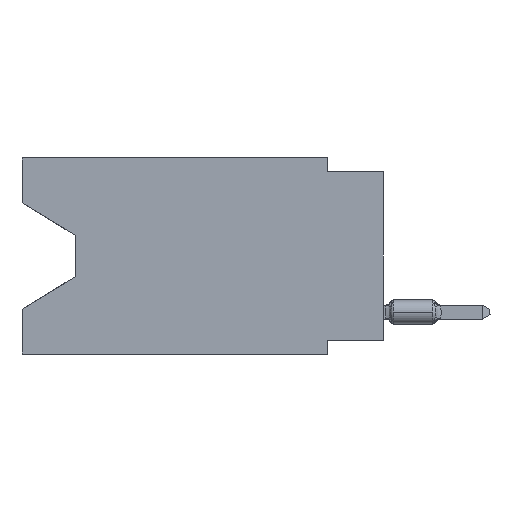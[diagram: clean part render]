
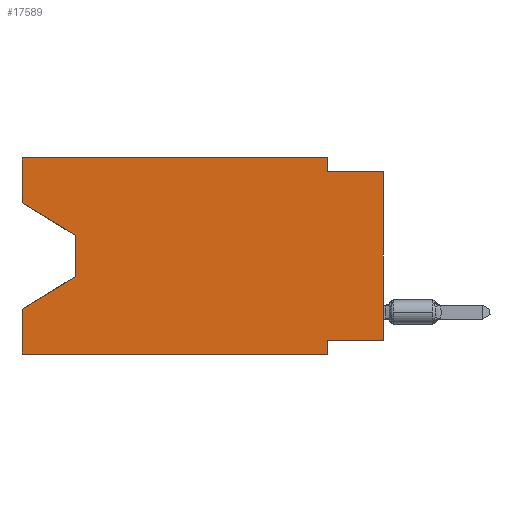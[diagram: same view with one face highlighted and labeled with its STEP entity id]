
A CAD part, left-side view. The second image highlights one B-rep face of the part: STEP entity #17589.
In plain terms, the highlighted planar face has unit normal (-1, 0, 0).
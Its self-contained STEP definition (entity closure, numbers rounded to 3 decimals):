
#235 = EDGE_CURVE ( 'NONE', #27006, #3719, #46109, .T. ) ;
#719 = CARTESIAN_POINT ( 'NONE',  ( 0., 16.383, -8.89 ) ) ;
#1258 = CARTESIAN_POINT ( 'NONE',  ( 0., 2.54, 0. ) ) ;
#1633 = CARTESIAN_POINT ( 'NONE',  ( 0., 0., -0.635 ) ) ;
#2116 = ORIENTED_EDGE ( 'NONE', *, *, #34374, .F. ) ;
#2411 = CARTESIAN_POINT ( 'NONE',  ( 0., 2.54, 0. ) ) ;
#2598 = CARTESIAN_POINT ( 'NONE',  ( 0., 16.383, 0. ) ) ;
#2728 = CARTESIAN_POINT ( 'NONE',  ( 0., 2.54, -8.89 ) ) ;
#2897 = EDGE_CURVE ( 'NONE', #58953, #12889, #11007, .T. ) ;
#3318 = ORIENTED_EDGE ( 'NONE', *, *, #2897, .F. ) ;
#3719 = VERTEX_POINT ( 'NONE', #2411 ) ;
#4569 = DIRECTION ( 'NONE',  ( 0., 0., 1. ) ) ;
#5007 = LINE ( 'NONE', #31152, #6687 ) ;
#6232 = ORIENTED_EDGE ( 'NONE', *, *, #19395, .T. ) ;
#6687 = VECTOR ( 'NONE', #52804, 1000. ) ;
#6809 = LINE ( 'NONE', #30593, #51870 ) ;
#7054 = DIRECTION ( 'NONE',  ( 1., 0., 0. ) ) ;
#7744 = VERTEX_POINT ( 'NONE', #47075 ) ;
#8277 = CARTESIAN_POINT ( 'NONE',  ( 0., 16.383, 0. ) ) ;
#8816 = LINE ( 'NONE', #41679, #21266 ) ;
#9909 = CARTESIAN_POINT ( 'NONE',  ( 0., 13.97, -5.385 ) ) ;
#10622 = LINE ( 'NONE', #1258, #52721 ) ;
#11007 = LINE ( 'NONE', #1633, #44906 ) ;
#11064 = ORIENTED_EDGE ( 'NONE', *, *, #33143, .T. ) ;
#11170 = CARTESIAN_POINT ( 'NONE',  ( 0., 16.383, 0. ) ) ;
#11269 = ORIENTED_EDGE ( 'NONE', *, *, #13047, .T. ) ;
#11725 = FACE_OUTER_BOUND ( 'NONE', #34081, .T. ) ;
#12889 = VERTEX_POINT ( 'NONE', #46889 ) ;
#13047 = EDGE_CURVE ( 'NONE', #38028, #21290, #5007, .T. ) ;
#13713 = ORIENTED_EDGE ( 'NONE', *, *, #54160, .F. ) ;
#16437 = PLANE ( 'NONE',  #40968 ) ;
#17156 = EDGE_CURVE ( 'NONE', #61300, #52840, #6809, .T. ) ;
#17369 = CARTESIAN_POINT ( 'NONE',  ( 0., 16.383, 0. ) ) ;
#17589 = ADVANCED_FACE ( 'NONE', ( #11725 ), #16437, .F. ) ;
#18118 = EDGE_CURVE ( 'NONE', #55981, #38028, #8816, .T. ) ;
#18774 = EDGE_CURVE ( 'NONE', #7744, #27006, #41587, .T. ) ;
#19113 = CARTESIAN_POINT ( 'NONE',  ( 0., 2.54, -0.635 ) ) ;
#19395 = EDGE_CURVE ( 'NONE', #30565, #12889, #23016, .T. ) ;
#20833 = DIRECTION ( 'NONE',  ( 0., 0., -1. ) ) ;
#21266 = VECTOR ( 'NONE', #51630, 1000. ) ;
#21290 = VERTEX_POINT ( 'NONE', #23502 ) ;
#21855 = ORIENTED_EDGE ( 'NONE', *, *, #235, .F. ) ;
#22402 = EDGE_CURVE ( 'NONE', #23011, #52840, #45709, .T. ) ;
#22684 = VECTOR ( 'NONE', #60769, 1000. ) ;
#23011 = VERTEX_POINT ( 'NONE', #719 ) ;
#23016 = LINE ( 'NONE', #37098, #25413 ) ;
#23502 = CARTESIAN_POINT ( 'NONE',  ( 0., 16.383, -6.852 ) ) ;
#25019 = CARTESIAN_POINT ( 'NONE',  ( 0., 0., -8.255 ) ) ;
#25413 = VECTOR ( 'NONE', #4569, 1000. ) ;
#25488 = ORIENTED_EDGE ( 'NONE', *, *, #17156, .F. ) ;
#26057 = DIRECTION ( 'NONE',  ( 0., -1., 0. ) ) ;
#26500 = EDGE_CURVE ( 'NONE', #23011, #21290, #54897, .T. ) ;
#27006 = VERTEX_POINT ( 'NONE', #2598 ) ;
#28715 = ORIENTED_EDGE ( 'NONE', *, *, #22402, .T. ) ;
#29086 = CARTESIAN_POINT ( 'NONE',  ( 0., 13.97, -3.505 ) ) ;
#29407 = DIRECTION ( 'NONE',  ( 0., 1., 0. ) ) ;
#30289 = VECTOR ( 'NONE', #49470, 1000. ) ;
#30565 = VERTEX_POINT ( 'NONE', #34567 ) ;
#30593 = CARTESIAN_POINT ( 'NONE',  ( 0., 2.54, -8.89 ) ) ;
#30891 = DIRECTION ( 'NONE',  ( 0., 0., -1. ) ) ;
#31152 = CARTESIAN_POINT ( 'NONE',  ( 0., 13.97, -5.385 ) ) ;
#33143 = EDGE_CURVE ( 'NONE', #7744, #55981, #61283, .T. ) ;
#34081 = EDGE_LOOP ( 'NONE', ( #11064, #58739, #11269, #35626, #28715, #25488, #2116, #6232, #3318, #13713, #21855, #45823 ) ) ;
#34374 = EDGE_CURVE ( 'NONE', #30565, #61300, #44415, .T. ) ;
#34529 = VECTOR ( 'NONE', #50223, 1000. ) ;
#34567 = CARTESIAN_POINT ( 'NONE',  ( 0., 0., -8.255 ) ) ;
#35626 = ORIENTED_EDGE ( 'NONE', *, *, #26500, .F. ) ;
#37098 = CARTESIAN_POINT ( 'NONE',  ( 0., 0., 0. ) ) ;
#37969 = VECTOR ( 'NONE', #29407, 1000. ) ;
#38028 = VERTEX_POINT ( 'NONE', #9909 ) ;
#40719 = CARTESIAN_POINT ( 'NONE',  ( 0., 16.383, -8.89 ) ) ;
#40968 = AXIS2_PLACEMENT_3D ( 'NONE', #17369, #7054, #20833 ) ;
#41587 = LINE ( 'NONE', #55924, #30289 ) ;
#41679 = CARTESIAN_POINT ( 'NONE',  ( 0., 13.97, -3.505 ) ) ;
#42060 = VECTOR ( 'NONE', #26057, 1000. ) ;
#44415 = LINE ( 'NONE', #25019, #37969 ) ;
#44906 = VECTOR ( 'NONE', #49733, 1000. ) ;
#45709 = LINE ( 'NONE', #40719, #42060 ) ;
#45823 = ORIENTED_EDGE ( 'NONE', *, *, #18774, .F. ) ;
#46109 = LINE ( 'NONE', #8277, #22684 ) ;
#46889 = CARTESIAN_POINT ( 'NONE',  ( 0., 0., -0.635 ) ) ;
#47075 = CARTESIAN_POINT ( 'NONE',  ( 0., 16.383, -2.038 ) ) ;
#47216 = DIRECTION ( 'NONE',  ( 0., -0.855, -0.519 ) ) ;
#49470 = DIRECTION ( 'NONE',  ( 0., 0., 1. ) ) ;
#49733 = DIRECTION ( 'NONE',  ( 0., -1., 0. ) ) ;
#50223 = DIRECTION ( 'NONE',  ( 0., 0., 1. ) ) ;
#51630 = DIRECTION ( 'NONE',  ( 0., 0., -1. ) ) ;
#51794 = VECTOR ( 'NONE', #47216, 1000. ) ;
#51870 = VECTOR ( 'NONE', #30891, 1000. ) ;
#51897 = CARTESIAN_POINT ( 'NONE',  ( 0., 16.383, -2.038 ) ) ;
#52721 = VECTOR ( 'NONE', #58121, 1000. ) ;
#52804 = DIRECTION ( 'NONE',  ( 0., 0.855, -0.519 ) ) ;
#52840 = VERTEX_POINT ( 'NONE', #2728 ) ;
#54160 = EDGE_CURVE ( 'NONE', #3719, #58953, #10622, .T. ) ;
#54897 = LINE ( 'NONE', #11170, #34529 ) ;
#55924 = CARTESIAN_POINT ( 'NONE',  ( 0., 16.383, 0. ) ) ;
#55981 = VERTEX_POINT ( 'NONE', #29086 ) ;
#58121 = DIRECTION ( 'NONE',  ( 0., 0., -1. ) ) ;
#58739 = ORIENTED_EDGE ( 'NONE', *, *, #18118, .T. ) ;
#58953 = VERTEX_POINT ( 'NONE', #19113 ) ;
#60769 = DIRECTION ( 'NONE',  ( 0., -1., 0. ) ) ;
#61212 = CARTESIAN_POINT ( 'NONE',  ( 0., 2.54, -8.255 ) ) ;
#61283 = LINE ( 'NONE', #51897, #51794 ) ;
#61300 = VERTEX_POINT ( 'NONE', #61212 ) ;
